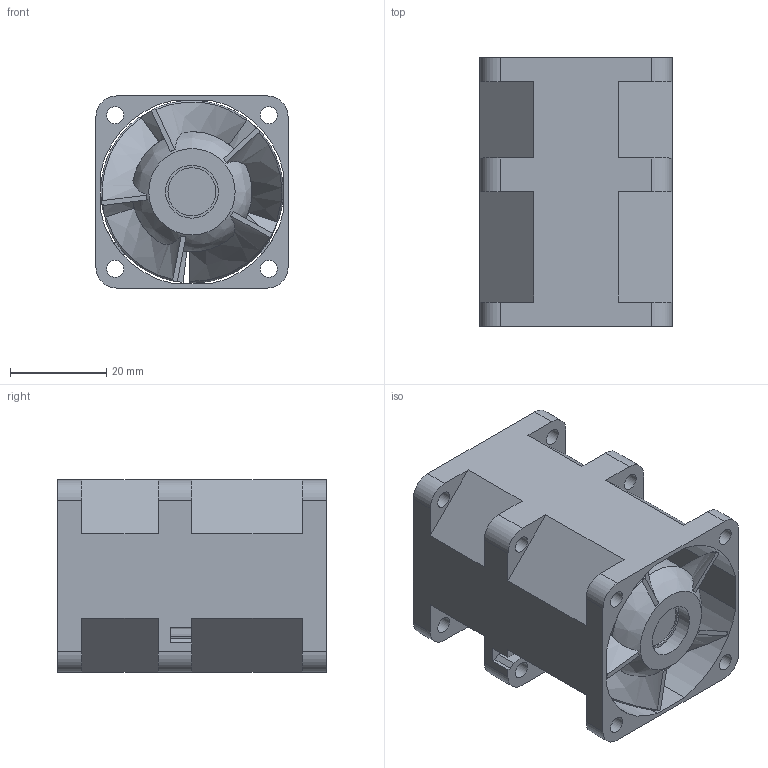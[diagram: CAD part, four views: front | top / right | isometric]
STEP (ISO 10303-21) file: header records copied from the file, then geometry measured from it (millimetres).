
FILE_DESCRIPTION(/* description */ (''),/* implementation_level */ '2;1');
FILE_NAME(/* name */ 'LAP RAP SAN ACE 40_v4.step',/* time_stamp */ '2023-05-19T17:35:15+02:00',/* author */ (''),/* organization */ (''),/* preprocessor_version */ 'ST-DEVELOPER v19.2',/* originating_system */ 'Autodesk Translation Framework v12.4.0.73',/* authorisation */ '');
FILE_SCHEMA (('AUTOMOTIVE_DESIGN { 1 0 10303 214 3 1 1 }'));
Length unit declared in the file: millimetre
Products named in the file (4): LAP RAP SAN ACE 40; THAN QUAT; QUAT TO; QUAT 5 CANH
Assembly tree (3 placements, depth 2):
  LAP RAP SAN ACE 40
    THAN QUAT
    QUAT TO
    QUAT 5 CANH
Bounding box: 40 x 55.9 x 40 mm (x, y, z)
Volume: 40181.8 mm3; surface area: 27988.9 mm2
Topology: 3 solids, 3 shells, 152 faces, 427 edges, 284 vertices
Faces by surface type: plane 63, cylinder 48, bspline 41
Full cylindrical faces by diameter (mm): 3.5 x12, 8 x1, 10 x1, 11 x2, 25 x1
Entity records: 6500 total; most frequent: CARTESIAN_POINT 2353, ORIENTED_EDGE 854, DIRECTION 728, EDGE_CURVE 427, VERTEX_POINT 284, AXIS2_PLACEMENT_3D 252, LINE 224, VECTOR 224
